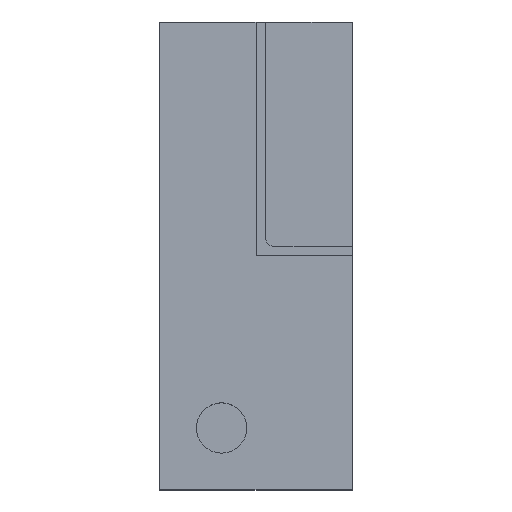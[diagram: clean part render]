
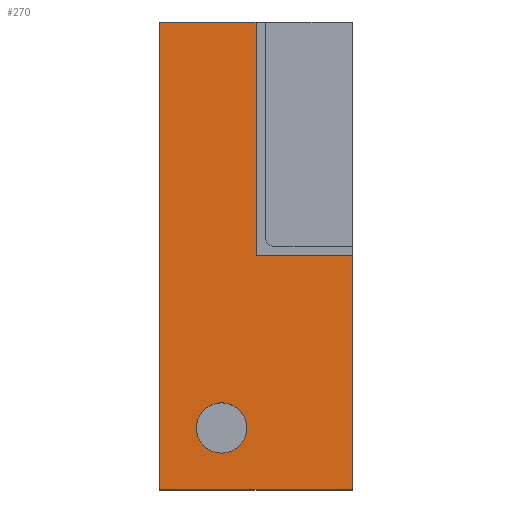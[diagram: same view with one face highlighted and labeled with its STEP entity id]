
A CAD part, top view. The second image highlights one B-rep face of the part: STEP entity #270.
In plain terms, the highlighted planar face has unit normal (0, 0, 1).
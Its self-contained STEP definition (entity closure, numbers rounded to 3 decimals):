
#15=FACE_BOUND('',#53,.T.);
#22=PLANE('',#303);
#37=FACE_OUTER_BOUND('',#52,.T.);
#52=EDGE_LOOP('',(#225,#226,#227,#228,#229,#230));
#53=EDGE_LOOP('',(#231));
#72=LINE('',#414,#104);
#79=LINE('',#433,#111);
#82=LINE('',#437,#114);
#83=LINE('',#440,#115);
#84=LINE('',#442,#116);
#85=LINE('',#443,#117);
#104=VECTOR('',#338,10.);
#111=VECTOR('',#353,10.);
#114=VECTOR('',#358,10.);
#115=VECTOR('',#361,10.);
#116=VECTOR('',#362,10.);
#117=VECTOR('',#363,10.);
#126=CIRCLE('',#299,9.15);
#138=VERTEX_POINT('',#411);
#139=VERTEX_POINT('',#413);
#142=VERTEX_POINT('',#421);
#146=VERTEX_POINT('',#430);
#147=VERTEX_POINT('',#432);
#148=VERTEX_POINT('',#439);
#149=VERTEX_POINT('',#441);
#166=EDGE_CURVE('',#139,#138,#72,.T.);
#170=EDGE_CURVE('',#142,#142,#126,.T.);
#175=EDGE_CURVE('',#147,#146,#79,.T.);
#178=EDGE_CURVE('',#138,#147,#82,.T.);
#179=EDGE_CURVE('',#146,#148,#83,.T.);
#180=EDGE_CURVE('',#148,#149,#84,.T.);
#181=EDGE_CURVE('',#149,#139,#85,.T.);
#225=ORIENTED_EDGE('',*,*,#178,.T.);
#226=ORIENTED_EDGE('',*,*,#175,.T.);
#227=ORIENTED_EDGE('',*,*,#179,.T.);
#228=ORIENTED_EDGE('',*,*,#180,.T.);
#229=ORIENTED_EDGE('',*,*,#181,.T.);
#230=ORIENTED_EDGE('',*,*,#166,.T.);
#231=ORIENTED_EDGE('',*,*,#170,.T.);
#270=ADVANCED_FACE('',(#37,#15),#22,.F.);
#299=AXIS2_PLACEMENT_3D('',#422,#344,#345);
#303=AXIS2_PLACEMENT_3D('',#438,#359,#360);
#338=DIRECTION('',(0.,1.,0.));
#344=DIRECTION('center_axis',(0.,0.,-1.));
#345=DIRECTION('ref_axis',(1.,0.,0.));
#353=DIRECTION('',(0.,1.,0.));
#358=DIRECTION('',(-1.,0.,0.));
#359=DIRECTION('center_axis',(0.,0.,-1.));
#360=DIRECTION('ref_axis',(1.,0.,0.));
#361=DIRECTION('',(-1.,0.,0.));
#362=DIRECTION('',(0.,-1.,0.));
#363=DIRECTION('',(1.,0.,0.));
#411=CARTESIAN_POINT('',(-65.,-160.,-45.));
#413=CARTESIAN_POINT('',(-65.,-245.,-45.));
#414=CARTESIAN_POINT('',(-65.,-245.,-45.));
#421=CARTESIAN_POINT('',(-121.648,-222.504,-45.));
#422=CARTESIAN_POINT('Origin',(-112.498,-222.504,-45.));
#430=CARTESIAN_POINT('',(-100.,-75.,-45.));
#432=CARTESIAN_POINT('',(-100.,-160.,-45.));
#433=CARTESIAN_POINT('',(-100.,-160.,-45.));
#437=CARTESIAN_POINT('',(-100.,-160.,-45.));
#438=CARTESIAN_POINT('Origin',(-100.,-160.,-45.));
#439=CARTESIAN_POINT('',(-135.,-75.,-45.));
#440=CARTESIAN_POINT('',(-65.,-75.,-45.));
#441=CARTESIAN_POINT('',(-135.,-245.,-45.));
#442=CARTESIAN_POINT('',(-135.,-75.,-45.));
#443=CARTESIAN_POINT('',(-135.,-245.,-45.));
